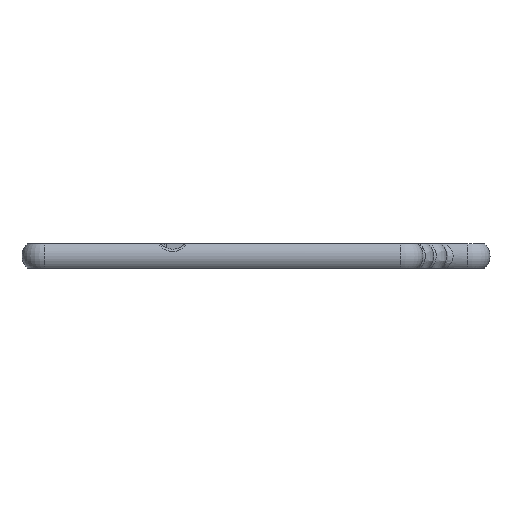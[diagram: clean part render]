
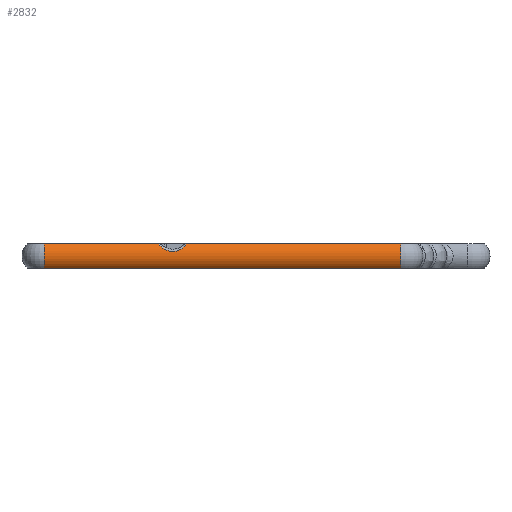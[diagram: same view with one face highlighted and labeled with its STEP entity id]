
A CAD part, left-side view. The second image highlights one B-rep face of the part: STEP entity #2832.
In plain terms, the highlighted cylindrical face has radius 3.121 mm (diameter 6.243 mm), a partial arc.
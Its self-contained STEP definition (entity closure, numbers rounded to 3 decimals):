
#2832=ADVANCED_FACE('',(#14723),#14725,.T.);
#14723=FACE_BOUND('',#14724,.T.);
#14724=EDGE_LOOP('',(#26034,#26035,#26036,#26037,#26038,#26039));
#14725=CYLINDRICAL_SURFACE('',#14726,3.121);
#14726=AXIS2_PLACEMENT_3D('',#14727,#14728,#14729);
#14727=CARTESIAN_POINT('',(-63.815,40.225,-0.3));
#14728=DIRECTION('',(0.,-1.,0.));
#14729=DIRECTION('',(-0.676,0.,0.737));
#26034=ORIENTED_EDGE('',*,*,#33054,.T.);
#26035=ORIENTED_EDGE('',*,*,#33055,.T.);
#26036=ORIENTED_EDGE('',*,*,#33056,.T.);
#26037=ORIENTED_EDGE('',*,*,#32230,.T.);
#26038=ORIENTED_EDGE('',*,*,#33053,.F.);
#26039=ORIENTED_EDGE('',*,*,#33057,.T.);
#32230=EDGE_CURVE('',#36479,#36477,#36480,.T.);
#33053=EDGE_CURVE('',#38114,#36477,#38116,.T.);
#33054=EDGE_CURVE('',#38117,#38118,#38119,.T.);
#33055=EDGE_CURVE('',#38118,#38120,#38121,.F.);
#33056=EDGE_CURVE('',#38120,#36479,#38122,.T.);
#33057=EDGE_CURVE('',#38114,#38117,#38123,.F.);
#36477=VERTEX_POINT('',#44581);
#36479=VERTEX_POINT('',#44586);
#36480=LINE('',#44587,#44588);
#38114=VERTEX_POINT('',#48916);
#38116=CIRCLE('',#48921,3.121);
#38117=VERTEX_POINT('',#48925);
#38118=VERTEX_POINT('',#48926);
#38119=B_SPLINE_CURVE_WITH_KNOTS('',3,
(#48927,#48928,#48929,#48930,#48931,#48932,#48933,#48934,#48935,#48936,#48937,#48938,
#48939,#48940,#48941,#48942,#48943,#48944,#48945,#48946,#48947,#48948,#48949,#48950,
#48951,#48952,#48953,#48954,#48955,#48956,#48957),
.UNSPECIFIED.,.F.,.F.,
(4,1,1,1,1,1,1,1,1,1,1,1,1,1,1,1,1,1,1,1,1,1,1,1,1,1,1,1,4),
(0.,0.044,0.083,0.115,0.146,0.178,
0.208,0.235,0.259,0.285,0.317,
0.356,0.399,0.44,0.481,0.52,
0.557,0.592,0.626,0.664,0.703,
0.743,0.782,0.821,0.858,0.892,
0.929,0.965,1.),
.UNSPECIFIED.);
#38120=VERTEX_POINT('',#48958);
#38121=LINE('',#48959,#48960);
#38122=CIRCLE('',#48962,3.121);
#38123=LINE('',#48966,#48967);
#44581=CARTESIAN_POINT('',(-65.925,-27.485,-2.6));
#44586=CARTESIAN_POINT('',(-65.925,40.225,-2.6));
#44587=CARTESIAN_POINT('',(-65.925,40.225,-2.6));
#44588=VECTOR('',#44589,1.);
#44589=DIRECTION('',(0.,-1.,0.));
#48916=CARTESIAN_POINT('',(-65.925,-27.485,2.));
#48921=AXIS2_PLACEMENT_3D('',#48922,#48923,#48924);
#48922=CARTESIAN_POINT('',(-63.815,-27.485,-0.3));
#48923=DIRECTION('',(0.,-1.,0.));
#48924=DIRECTION('',(-0.676,0.,0.737));
#48925=CARTESIAN_POINT('',(-65.925,13.171,2.));
#48926=CARTESIAN_POINT('',(-65.925,18.461,2.));
#48927=CARTESIAN_POINT('',(-65.925,13.171,2.));
#48928=CARTESIAN_POINT('',(-65.991,13.217,1.94));
#48929=CARTESIAN_POINT('',(-66.106,13.307,1.824));
#48930=CARTESIAN_POINT('',(-66.246,13.451,1.66));
#48931=CARTESIAN_POINT('',(-66.355,13.592,1.516));
#48932=CARTESIAN_POINT('',(-66.444,13.735,1.384));
#48933=CARTESIAN_POINT('',(-66.52,13.885,1.259));
#48934=CARTESIAN_POINT('',(-66.582,14.038,1.146));
#48935=CARTESIAN_POINT('',(-66.63,14.183,1.05));
#48936=CARTESIAN_POINT('',(-66.669,14.325,0.966));
#48937=CARTESIAN_POINT('',(-66.704,14.481,0.882));
#48938=CARTESIAN_POINT('',(-66.739,14.673,0.794));
#48939=CARTESIAN_POINT('',(-66.769,14.904,0.708));
#48940=CARTESIAN_POINT('',(-66.793,15.161,0.637));
#48941=CARTESIAN_POINT('',(-66.807,15.428,0.588));
#48942=CARTESIAN_POINT('',(-66.814,15.688,0.566));
#48943=CARTESIAN_POINT('',(-66.814,15.94,0.566));
#48944=CARTESIAN_POINT('',(-66.808,16.178,0.586));
#48945=CARTESIAN_POINT('',(-66.796,16.406,0.624));
#48946=CARTESIAN_POINT('',(-66.779,16.633,0.68));
#48947=CARTESIAN_POINT('',(-66.753,16.863,0.756));
#48948=CARTESIAN_POINT('',(-66.716,17.096,0.854));
#48949=CARTESIAN_POINT('',(-66.666,17.323,0.972));
#48950=CARTESIAN_POINT('',(-66.603,17.539,1.106));
#48951=CARTESIAN_POINT('',(-66.525,17.737,1.251));
#48952=CARTESIAN_POINT('',(-66.436,17.912,1.397));
#48953=CARTESIAN_POINT('',(-66.333,18.072,1.548));
#48954=CARTESIAN_POINT('',(-66.215,18.216,1.699));
#48955=CARTESIAN_POINT('',(-66.078,18.348,1.853));
#48956=CARTESIAN_POINT('',(-65.977,18.424,1.952));
#48957=CARTESIAN_POINT('',(-65.925,18.461,2.));
#48958=CARTESIAN_POINT('',(-65.925,40.225,2.));
#48959=CARTESIAN_POINT('',(-65.925,40.225,2.));
#48960=VECTOR('',#48961,1.);
#48961=DIRECTION('',(0.,-1.,0.));
#48962=AXIS2_PLACEMENT_3D('',#48963,#48964,#48965);
#48963=CARTESIAN_POINT('',(-63.815,40.225,-0.3));
#48964=DIRECTION('',(0.,-1.,0.));
#48965=DIRECTION('',(-0.676,0.,0.737));
#48966=CARTESIAN_POINT('',(-65.925,13.171,2.));
#48967=VECTOR('',#48968,1.);
#48968=DIRECTION('',(0.,-1.,0.));
